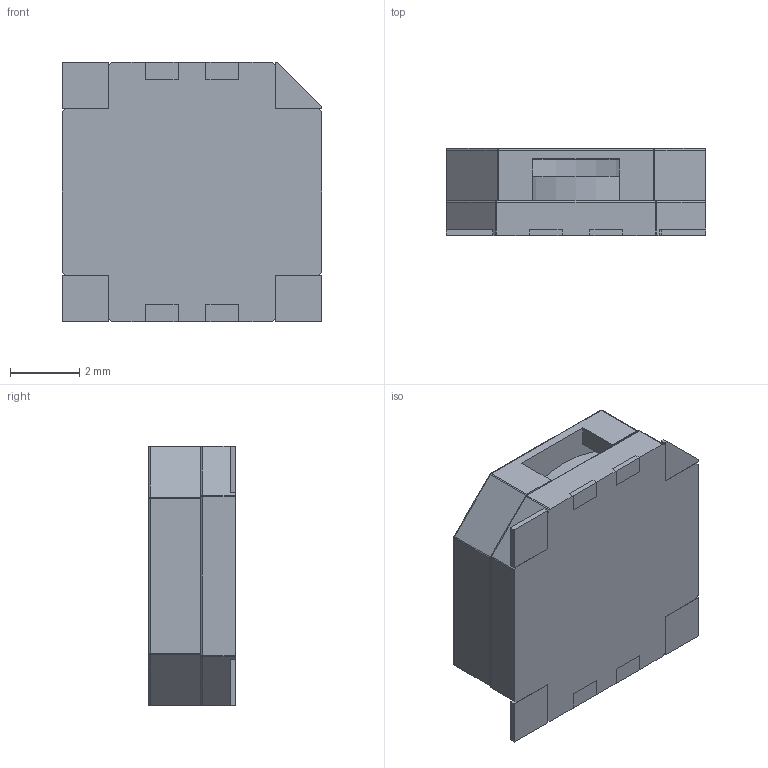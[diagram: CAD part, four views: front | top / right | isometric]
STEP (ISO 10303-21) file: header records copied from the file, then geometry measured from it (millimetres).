
FILE_DESCRIPTION (( 'STEP AP203' ), '1' );
FILE_NAME ('CUI_DEVICES_CMT-7525-80-SMT-TR.step', '2019-10-20T21:41:35', ( '' ), ( '' ), 'SwSTEP 2.0', 'SolidWorks 2019', '' );
FILE_SCHEMA (( 'CONFIG_CONTROL_DESIGN' ));
Length unit declared in the file: inch
Products named in the file (1): CUI_DEVICES_CMT-7525-80-SMT-TR
Bounding box: 7.5 x 2.5 x 7.5 mm (x, y, z)
Volume: 88.2 mm3; surface area: 342.3 mm2
Topology: 10 solids, 10 shells, 163 faces, 381 edges, 232 vertices
Faces by surface type: plane 106, cylinder 41, sphere 16
Entity records: 4569 total; most frequent: DIRECTION 782, CARTESIAN_POINT 768, ORIENTED_EDGE 744, EDGE_CURVE 372, LINE 290, VECTOR 290, AXIS2_PLACEMENT_3D 246, VERTEX_POINT 232
